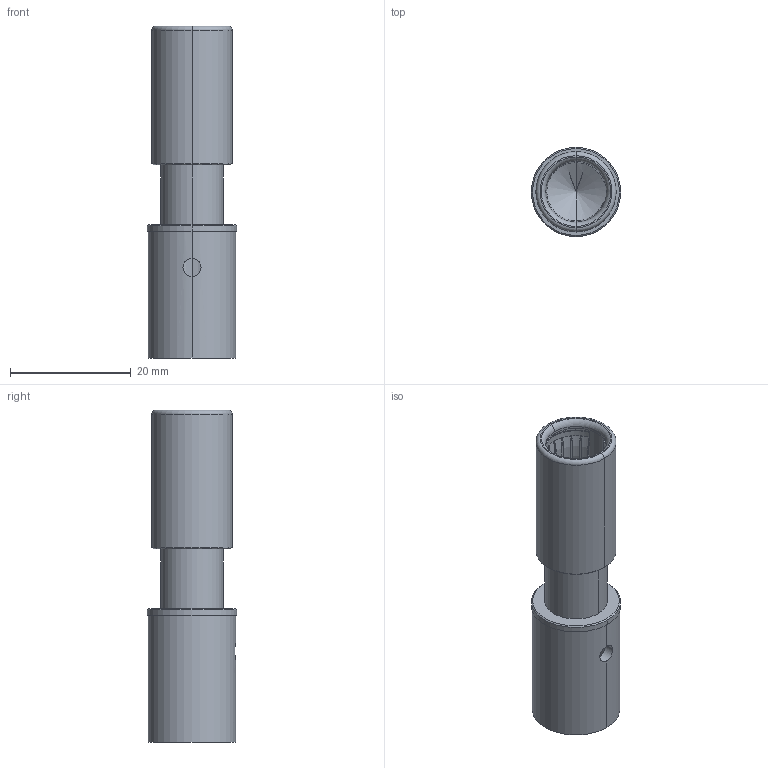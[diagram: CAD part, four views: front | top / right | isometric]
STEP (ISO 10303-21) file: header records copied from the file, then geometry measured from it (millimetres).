
FILE_DESCRIPTION((''),'2;1');
FILE_NAME('SL-1CKS050_1607920','2013-10-23T',('vbengel'),(''),'PRO/ENGINEER BY PARAMETRIC TECHNOLOGY CORPORATION, 2012480','PRO/ENGINEER BY PARAMETRIC TECHNOLOGY CORPORATION, 2012480','');
FILE_SCHEMA(('AUTOMOTIVE_DESIGN { 1 0 10303 214 1 1 1 1 }'));
Length unit declared in the file: millimetre
Products named in the file (1): SL-1CKS050_1607920
Bounding box: 14.8 x 14.8 x 55 mm (x, y, z)
Volume: 4238.5 mm3; surface area: 4311.5 mm2
Topology: 1 solids, 1 shells, 154 faces, 396 edges, 211 vertices
Faces by surface type: cylinder 56, plane 48, torus 40, cone 8, extrusion 2
Entity records: 5312 total; most frequent: CARTESIAN_POINT 1448, DIRECTION 816, ORIENTED_EDGE 788, EDGE_CURVE 394, AXIS2_PLACEMENT_3D 348, VERTEX_POINT 211, CIRCLE 196, EDGE_LOOP 161
